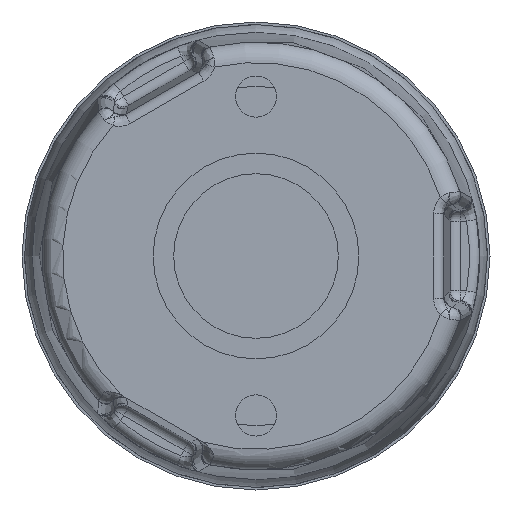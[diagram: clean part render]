
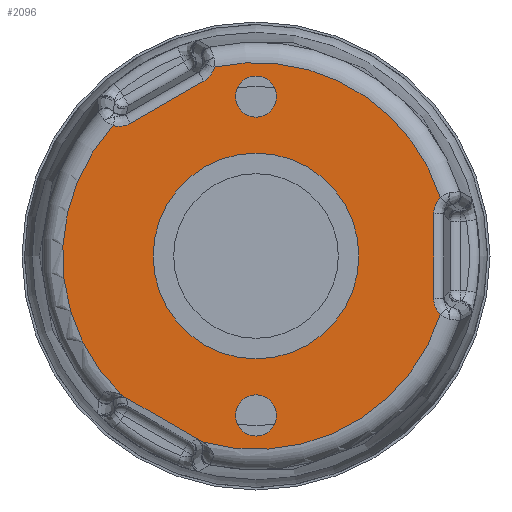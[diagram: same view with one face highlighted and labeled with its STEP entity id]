
A CAD part, front view. The second image highlights one B-rep face of the part: STEP entity #2096.
In plain terms, the highlighted planar face has unit normal (0, -1, 0).
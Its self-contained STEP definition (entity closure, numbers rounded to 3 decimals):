
#122=LINE('',#6040,#181);
#127=LINE('',#13307,#186);
#141=LINE('',#17566,#200);
#181=VECTOR('',#2447,8.233);
#186=VECTOR('',#2468,8.233);
#200=VECTOR('',#2548,9.056);
#243=B_SPLINE_CURVE_WITH_KNOTS('',3,(#6083,#6084,#6085,#6086,#6087,#6088,
#6089),.UNSPECIFIED.,.F.,.F.,(4,1,1,1,4),(0.,0.025,0.05,
0.1,0.175),.UNSPECIFIED.);
#248=B_SPLINE_CURVE_WITH_KNOTS('',3,(#9996,#9997,#9998,#9999,#10000,#10001,
#10002),.UNSPECIFIED.,.F.,.F.,(4,1,1,1,4),(0.,0.1,0.125,
0.15,0.175),.UNSPECIFIED.);
#259=B_SPLINE_CURVE_WITH_KNOTS('',3,(#13344,#13345,#13346,#13347,#13348,
#13349),.UNSPECIFIED.,.F.,.F.,(4,1,1,4),(0.,0.025,0.075,
0.175),.UNSPECIFIED.);
#264=B_SPLINE_CURVE_WITH_KNOTS('',3,(#16948,#16949,#16950,#16951,#16952,
#16953,#16954),.UNSPECIFIED.,.F.,.F.,(4,1,1,1,4),(0.,0.075,
0.125,0.15,0.175),.UNSPECIFIED.);
#388=PLANE('',#2303);
#422=FACE_BOUND('',#726,.T.);
#423=FACE_BOUND('',#727,.T.);
#424=FACE_BOUND('',#728,.T.);
#564=FACE_OUTER_BOUND('',#725,.T.);
#725=EDGE_LOOP('',(#1841,#1842,#1843,#1844,#1845,#1846,#1847,#1848,#1849,
#1850));
#726=EDGE_LOOP('',(#1851));
#727=EDGE_LOOP('',(#1852));
#728=EDGE_LOOP('',(#1853));
#811=CIRCLE('',#2151,10.);
#818=CIRCLE('',#2163,2.);
#820=CIRCLE('',#2166,2.);
#894=CIRCLE('',#2296,18.803);
#895=CIRCLE('',#2298,18.803);
#898=CIRCLE('',#2302,18.803);
#939=VERTEX_POINT('',#2969);
#946=VERTEX_POINT('',#2988);
#948=VERTEX_POINT('',#2993);
#949=VERTEX_POINT('',#5015);
#953=VERTEX_POINT('',#6033);
#956=VERTEX_POINT('',#6038);
#958=VERTEX_POINT('',#8846);
#969=VERTEX_POINT('',#12240);
#973=VERTEX_POINT('',#13300);
#976=VERTEX_POINT('',#13305);
#978=VERTEX_POINT('',#15886);
#1017=VERTEX_POINT('',#17560);
#1018=VERTEX_POINT('',#17565);
#1122=EDGE_CURVE('',#939,#939,#811,.T.);
#1129=EDGE_CURVE('',#946,#946,#818,.T.);
#1131=EDGE_CURVE('',#948,#948,#820,.T.);
#1139=EDGE_CURVE('',#956,#953,#122,.T.);
#1141=EDGE_CURVE('',#949,#956,#243,.T.);
#1147=EDGE_CURVE('',#953,#958,#248,.T.);
#1166=EDGE_CURVE('',#976,#973,#127,.T.);
#1168=EDGE_CURVE('',#969,#976,#259,.T.);
#1174=EDGE_CURVE('',#973,#978,#264,.T.);
#1235=EDGE_CURVE('',#1018,#1017,#141,.T.);
#1354=EDGE_CURVE('',#978,#949,#894,.T.);
#1355=EDGE_CURVE('',#958,#1017,#895,.T.);
#1358=EDGE_CURVE('',#1018,#969,#898,.T.);
#1841=ORIENTED_EDGE('',*,*,#1141,.F.);
#1842=ORIENTED_EDGE('',*,*,#1354,.F.);
#1843=ORIENTED_EDGE('',*,*,#1174,.F.);
#1844=ORIENTED_EDGE('',*,*,#1166,.F.);
#1845=ORIENTED_EDGE('',*,*,#1168,.F.);
#1846=ORIENTED_EDGE('',*,*,#1358,.F.);
#1847=ORIENTED_EDGE('',*,*,#1235,.T.);
#1848=ORIENTED_EDGE('',*,*,#1355,.F.);
#1849=ORIENTED_EDGE('',*,*,#1147,.F.);
#1850=ORIENTED_EDGE('',*,*,#1139,.F.);
#1851=ORIENTED_EDGE('',*,*,#1122,.F.);
#1852=ORIENTED_EDGE('',*,*,#1129,.T.);
#1853=ORIENTED_EDGE('',*,*,#1131,.T.);
#2096=ADVANCED_FACE('',(#564,#422,#423,#424),#388,.T.);
#2151=AXIS2_PLACEMENT_3D('',#2970,#2406,#2407);
#2163=AXIS2_PLACEMENT_3D('',#2989,#2430,#2431);
#2166=AXIS2_PLACEMENT_3D('',#2994,#2436,#2437);
#2296=AXIS2_PLACEMENT_3D('',#18318,#2755,#2756);
#2298=AXIS2_PLACEMENT_3D('',#18320,#2759,#2760);
#2302=AXIS2_PLACEMENT_3D('',#18324,#2767,#2768);
#2303=AXIS2_PLACEMENT_3D('',#18325,#2769,#2770);
#2406=DIRECTION('center_axis',(0.,-1.,0.));
#2407=DIRECTION('ref_axis',(1.,0.,0.));
#2430=DIRECTION('center_axis',(0.,1.,0.));
#2431=DIRECTION('ref_axis',(1.,0.,0.));
#2436=DIRECTION('center_axis',(0.,1.,0.));
#2437=DIRECTION('ref_axis',(1.,0.,0.));
#2447=DIRECTION('',(0.,0.,-1.));
#2468=DIRECTION('',(0.866,0.,0.5));
#2548=DIRECTION('',(0.866,0.,-0.5));
#2755=DIRECTION('center_axis',(0.,1.,0.));
#2756=DIRECTION('ref_axis',(-1.,0.,0.));
#2759=DIRECTION('center_axis',(0.,1.,0.));
#2760=DIRECTION('ref_axis',(-1.,0.,0.));
#2767=DIRECTION('center_axis',(0.,1.,0.));
#2768=DIRECTION('ref_axis',(-1.,0.,0.));
#2769=DIRECTION('center_axis',(0.,-1.,0.));
#2770=DIRECTION('ref_axis',(0.,0.,-1.));
#2969=CARTESIAN_POINT('',(10.,0.,0.));
#2970=CARTESIAN_POINT('Origin',(0.,0.,0.));
#2988=CARTESIAN_POINT('',(2.,0.,15.5));
#2989=CARTESIAN_POINT('Origin',(0.,0.,15.5));
#2993=CARTESIAN_POINT('',(2.,0.,-15.5));
#2994=CARTESIAN_POINT('Origin',(0.,0.,-15.5));
#5015=CARTESIAN_POINT('',(17.919,0.,5.698));
#6033=CARTESIAN_POINT('',(17.267,0.,-4.117));
#6038=CARTESIAN_POINT('',(17.267,0.,4.117));
#6040=CARTESIAN_POINT('',(17.267,0.,2.5));
#6083=CARTESIAN_POINT('Ctrl Pts',(17.919,0.,
5.698));
#6084=CARTESIAN_POINT('Ctrl Pts',(17.864,0.,
5.636));
#6085=CARTESIAN_POINT('Ctrl Pts',(17.757,0.,
5.508));
#6086=CARTESIAN_POINT('Ctrl Pts',(17.565,0.,
5.234));
#6087=CARTESIAN_POINT('Ctrl Pts',(17.342,0.,
4.783));
#6088=CARTESIAN_POINT('Ctrl Pts',(17.267,0.,
4.367));
#6089=CARTESIAN_POINT('Ctrl Pts',(17.267,0.,
4.117));
#8846=CARTESIAN_POINT('',(17.919,0.,-5.698));
#9996=CARTESIAN_POINT('Ctrl Pts',(17.267,0.,
-4.117));
#9997=CARTESIAN_POINT('Ctrl Pts',(17.267,0.,
-4.45));
#9998=CARTESIAN_POINT('Ctrl Pts',(17.368,0.,
-4.866));
#9999=CARTESIAN_POINT('Ctrl Pts',(17.613,0.,
-5.303));
#10000=CARTESIAN_POINT('Ctrl Pts',(17.757,0.,
-5.508));
#10001=CARTESIAN_POINT('Ctrl Pts',(17.864,0.,
-5.636));
#10002=CARTESIAN_POINT('Ctrl Pts',(17.919,0.,
-5.698));
#12240=CARTESIAN_POINT('',(-13.894,0.,12.669));
#13300=CARTESIAN_POINT('',(-5.069,0.,17.012));
#13305=CARTESIAN_POINT('',(-12.199,0.,12.896));
#13307=CARTESIAN_POINT('',(-10.799,0.,13.704));
#13344=CARTESIAN_POINT('Ctrl Pts',(-13.894,0.,
12.669));
#13345=CARTESIAN_POINT('Ctrl Pts',(-13.813,0.,
12.653));
#13346=CARTESIAN_POINT('Ctrl Pts',(-13.566,0.,
12.609));
#13347=CARTESIAN_POINT('Ctrl Pts',(-12.98,0.,
12.584));
#13348=CARTESIAN_POINT('Ctrl Pts',(-12.487,0.,
12.729));
#13349=CARTESIAN_POINT('Ctrl Pts',(-12.199,0.,
12.896));
#15886=CARTESIAN_POINT('',(-4.025,0.,18.367));
#16948=CARTESIAN_POINT('Ctrl Pts',(-5.069,0.,
17.012));
#16949=CARTESIAN_POINT('Ctrl Pts',(-4.852,0.,
17.137));
#16950=CARTESIAN_POINT('Ctrl Pts',(-4.529,0.,
17.41));
#16951=CARTESIAN_POINT('Ctrl Pts',(-4.249,0.,
17.829));
#16952=CARTESIAN_POINT('Ctrl Pts',(-4.108,0.,
18.132));
#16953=CARTESIAN_POINT('Ctrl Pts',(-4.051,0.,
18.288));
#16954=CARTESIAN_POINT('Ctrl Pts',(-4.025,0.,
18.367));
#17560=CARTESIAN_POINT('',(-5.204,0.,-18.069));
#17565=CARTESIAN_POINT('',(-13.046,0.,-13.541));
#17566=CARTESIAN_POINT('',(-6.96,0.,-17.055));
#18318=CARTESIAN_POINT('Origin',(0.,0.,0.));
#18320=CARTESIAN_POINT('Origin',(0.,0.,0.));
#18324=CARTESIAN_POINT('Origin',(0.,0.,0.));
#18325=CARTESIAN_POINT('Origin',(0.,0.,0.));
